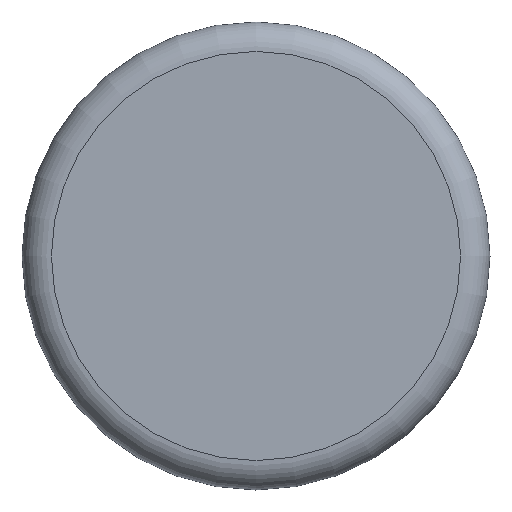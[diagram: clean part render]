
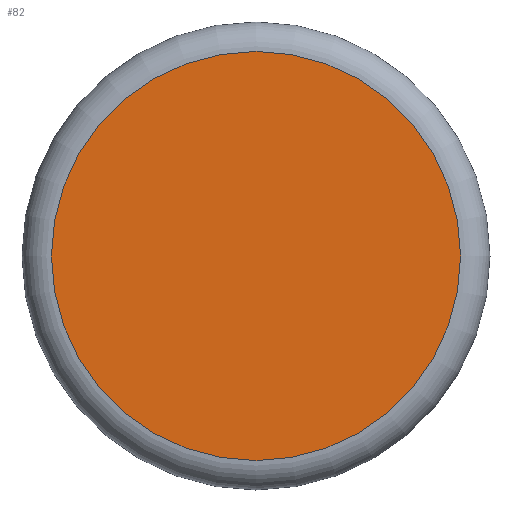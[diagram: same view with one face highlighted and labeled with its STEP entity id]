
A CAD part, front view. The second image highlights one B-rep face of the part: STEP entity #82.
In plain terms, the highlighted planar face has unit normal (0, -1, 0).
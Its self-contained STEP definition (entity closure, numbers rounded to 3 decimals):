
#20=FACE_OUTER_BOUND('',#26,.T.);
#26=EDGE_LOOP('',(#67,#68));
#33=CIRCLE('',#105,6.25);
#34=CIRCLE('',#106,6.25);
#43=VERTEX_POINT('',#157);
#44=VERTEX_POINT('',#158);
#51=EDGE_CURVE('',#43,#44,#33,.T.);
#52=EDGE_CURVE('',#44,#43,#34,.T.);
#67=ORIENTED_EDGE('',*,*,#51,.T.);
#68=ORIENTED_EDGE('',*,*,#52,.T.);
#78=PLANE('',#108);
#82=ADVANCED_FACE('',(#20),#78,.T.);
#105=AXIS2_PLACEMENT_3D('',#159,#128,#129);
#106=AXIS2_PLACEMENT_3D('',#160,#130,#131);
#108=AXIS2_PLACEMENT_3D('',#162,#134,#135);
#128=DIRECTION('center_axis',(0.,-1.,0.));
#129=DIRECTION('ref_axis',(1.,0.,0.));
#130=DIRECTION('center_axis',(0.,-1.,0.));
#131=DIRECTION('ref_axis',(1.,0.,0.));
#134=DIRECTION('center_axis',(0.,-1.,0.));
#135=DIRECTION('ref_axis',(0.,0.,-1.));
#157=CARTESIAN_POINT('',(6.25,0.,0.));
#158=CARTESIAN_POINT('',(0.,0.,6.25));
#159=CARTESIAN_POINT('Origin',(0.,0.,0.));
#160=CARTESIAN_POINT('Origin',(0.,0.,0.));
#162=CARTESIAN_POINT('Origin',(0.,0.,0.));
